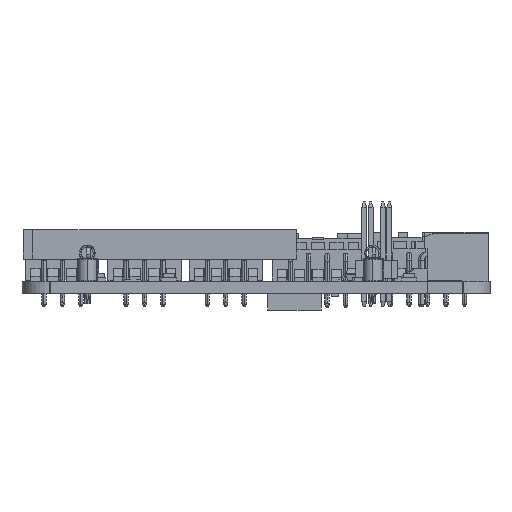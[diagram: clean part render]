
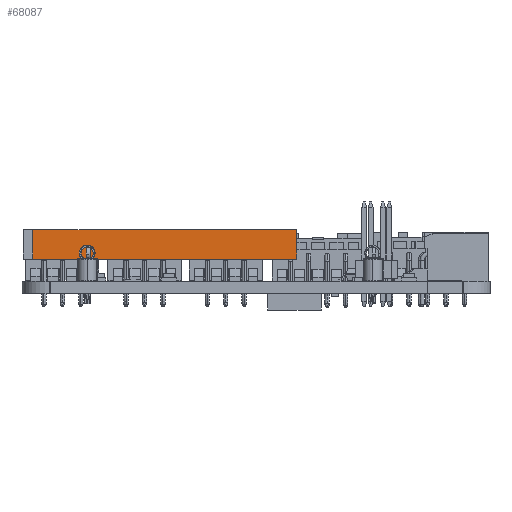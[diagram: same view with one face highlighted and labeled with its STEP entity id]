
A CAD part, left-side view. The second image highlights one B-rep face of the part: STEP entity #68087.
In plain terms, the highlighted planar face has unit normal (-1, 0, 0).
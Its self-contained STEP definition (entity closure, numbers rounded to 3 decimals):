
#67368 = EDGE_CURVE('',#67369,#67371,#67373,.T.);
#67369 = VERTEX_POINT('',#67370);
#67370 = CARTESIAN_POINT('',(-9.,17.2,0.));
#67371 = VERTEX_POINT('',#67372);
#67372 = CARTESIAN_POINT('',(-9.,17.2,4.));
#67373 = SURFACE_CURVE('',#67374,(#67378,#67390),.PCURVE_S1.);
#67374 = LINE('',#67375,#67376);
#67375 = CARTESIAN_POINT('',(-9.,17.2,0.));
#67376 = VECTOR('',#67377,1.);
#67377 = DIRECTION('',(0.,0.,1.));
#67378 = PCURVE('',#67379,#67384);
#67379 = PLANE('',#67380);
#67380 = AXIS2_PLACEMENT_3D('',#67381,#67382,#67383);
#67381 = CARTESIAN_POINT('',(-9.,17.2,0.));
#67382 = DIRECTION('',(0.,1.,0.));
#67383 = DIRECTION('',(1.,0.,0.));
#67384 = DEFINITIONAL_REPRESENTATION('',(#67385),#67389);
#67385 = LINE('',#67386,#67387);
#67386 = CARTESIAN_POINT('',(0.,0.));
#67387 = VECTOR('',#67388,1.);
#67388 = DIRECTION('',(0.,-1.));
#67389 = ( GEOMETRIC_REPRESENTATION_CONTEXT(2) 
PARAMETRIC_REPRESENTATION_CONTEXT() REPRESENTATION_CONTEXT('2D SPACE',''
  ) );
#67390 = PCURVE('',#67391,#67396);
#67391 = PLANE('',#67392);
#67392 = AXIS2_PLACEMENT_3D('',#67393,#67394,#67395);
#67393 = CARTESIAN_POINT('',(-9.,-18.5,0.));
#67394 = DIRECTION('',(-1.,0.,0.));
#67395 = DIRECTION('',(0.,1.,0.));
#67396 = DEFINITIONAL_REPRESENTATION('',(#67397),#67401);
#67397 = LINE('',#67398,#67399);
#67398 = CARTESIAN_POINT('',(35.7,0.));
#67399 = VECTOR('',#67400,1.);
#67400 = DIRECTION('',(0.,-1.));
#67401 = ( GEOMETRIC_REPRESENTATION_CONTEXT(2) 
PARAMETRIC_REPRESENTATION_CONTEXT() REPRESENTATION_CONTEXT('2D SPACE',''
  ) );
#67419 = PLANE('',#67420);
#67420 = AXIS2_PLACEMENT_3D('',#67421,#67422,#67423);
#67421 = CARTESIAN_POINT('',(-9.,17.2,4.));
#67422 = DIRECTION('',(0.,0.,-1.));
#67423 = DIRECTION('',(-1.,0.,0.));
#67473 = PLANE('',#67474);
#67474 = AXIS2_PLACEMENT_3D('',#67475,#67476,#67477);
#67475 = CARTESIAN_POINT('',(-9.,17.2,0.));
#67476 = DIRECTION('',(0.,0.,-1.));
#67477 = DIRECTION('',(-1.,0.,0.));
#67984 = PLANE('',#67985);
#67985 = AXIS2_PLACEMENT_3D('',#67986,#67987,#67988);
#67986 = CARTESIAN_POINT('',(9.,-18.5,0.));
#67987 = DIRECTION('',(0.,-1.,0.));
#67988 = DIRECTION('',(-1.,0.,0.));
#68022 = VERTEX_POINT('',#68023);
#68023 = CARTESIAN_POINT('',(-9.,-18.5,4.));
#68044 = EDGE_CURVE('',#68045,#68022,#68047,.T.);
#68045 = VERTEX_POINT('',#68046);
#68046 = CARTESIAN_POINT('',(-9.,-18.5,0.));
#68047 = SURFACE_CURVE('',#68048,(#68052,#68059),.PCURVE_S1.);
#68048 = LINE('',#68049,#68050);
#68049 = CARTESIAN_POINT('',(-9.,-18.5,0.));
#68050 = VECTOR('',#68051,1.);
#68051 = DIRECTION('',(0.,0.,1.));
#68052 = PCURVE('',#67984,#68053);
#68053 = DEFINITIONAL_REPRESENTATION('',(#68054),#68058);
#68054 = LINE('',#68055,#68056);
#68055 = CARTESIAN_POINT('',(18.,0.));
#68056 = VECTOR('',#68057,1.);
#68057 = DIRECTION('',(0.,-1.));
#68058 = ( GEOMETRIC_REPRESENTATION_CONTEXT(2) 
PARAMETRIC_REPRESENTATION_CONTEXT() REPRESENTATION_CONTEXT('2D SPACE',''
  ) );
#68059 = PCURVE('',#67391,#68060);
#68060 = DEFINITIONAL_REPRESENTATION('',(#68061),#68065);
#68061 = LINE('',#68062,#68063);
#68062 = CARTESIAN_POINT('',(0.,0.));
#68063 = VECTOR('',#68064,1.);
#68064 = DIRECTION('',(0.,-1.));
#68065 = ( GEOMETRIC_REPRESENTATION_CONTEXT(2) 
PARAMETRIC_REPRESENTATION_CONTEXT() REPRESENTATION_CONTEXT('2D SPACE',''
  ) );
#68087 = ADVANCED_FACE('',(#68088),#67391,.T.);
#68088 = FACE_BOUND('',#68089,.T.);
#68089 = EDGE_LOOP('',(#68090,#68091,#68112,#68113));
#68090 = ORIENTED_EDGE('',*,*,#68044,.T.);
#68091 = ORIENTED_EDGE('',*,*,#68092,.T.);
#68092 = EDGE_CURVE('',#68022,#67371,#68093,.T.);
#68093 = SURFACE_CURVE('',#68094,(#68098,#68105),.PCURVE_S1.);
#68094 = LINE('',#68095,#68096);
#68095 = CARTESIAN_POINT('',(-9.,-18.5,4.));
#68096 = VECTOR('',#68097,1.);
#68097 = DIRECTION('',(0.,1.,0.));
#68098 = PCURVE('',#67391,#68099);
#68099 = DEFINITIONAL_REPRESENTATION('',(#68100),#68104);
#68100 = LINE('',#68101,#68102);
#68101 = CARTESIAN_POINT('',(0.,-4.));
#68102 = VECTOR('',#68103,1.);
#68103 = DIRECTION('',(1.,0.));
#68104 = ( GEOMETRIC_REPRESENTATION_CONTEXT(2) 
PARAMETRIC_REPRESENTATION_CONTEXT() REPRESENTATION_CONTEXT('2D SPACE',''
  ) );
#68105 = PCURVE('',#67419,#68106);
#68106 = DEFINITIONAL_REPRESENTATION('',(#68107),#68111);
#68107 = LINE('',#68108,#68109);
#68108 = CARTESIAN_POINT('',(0.,-35.7));
#68109 = VECTOR('',#68110,1.);
#68110 = DIRECTION('',(0.,1.));
#68111 = ( GEOMETRIC_REPRESENTATION_CONTEXT(2) 
PARAMETRIC_REPRESENTATION_CONTEXT() REPRESENTATION_CONTEXT('2D SPACE',''
  ) );
#68112 = ORIENTED_EDGE('',*,*,#67368,.F.);
#68113 = ORIENTED_EDGE('',*,*,#68114,.F.);
#68114 = EDGE_CURVE('',#68045,#67369,#68115,.T.);
#68115 = SURFACE_CURVE('',#68116,(#68120,#68127),.PCURVE_S1.);
#68116 = LINE('',#68117,#68118);
#68117 = CARTESIAN_POINT('',(-9.,-18.5,0.));
#68118 = VECTOR('',#68119,1.);
#68119 = DIRECTION('',(0.,1.,0.));
#68120 = PCURVE('',#67391,#68121);
#68121 = DEFINITIONAL_REPRESENTATION('',(#68122),#68126);
#68122 = LINE('',#68123,#68124);
#68123 = CARTESIAN_POINT('',(0.,0.));
#68124 = VECTOR('',#68125,1.);
#68125 = DIRECTION('',(1.,0.));
#68126 = ( GEOMETRIC_REPRESENTATION_CONTEXT(2) 
PARAMETRIC_REPRESENTATION_CONTEXT() REPRESENTATION_CONTEXT('2D SPACE',''
  ) );
#68127 = PCURVE('',#67473,#68128);
#68128 = DEFINITIONAL_REPRESENTATION('',(#68129),#68133);
#68129 = LINE('',#68130,#68131);
#68130 = CARTESIAN_POINT('',(0.,-35.7));
#68131 = VECTOR('',#68132,1.);
#68132 = DIRECTION('',(0.,1.));
#68133 = ( GEOMETRIC_REPRESENTATION_CONTEXT(2) 
PARAMETRIC_REPRESENTATION_CONTEXT() REPRESENTATION_CONTEXT('2D SPACE',''
  ) );
